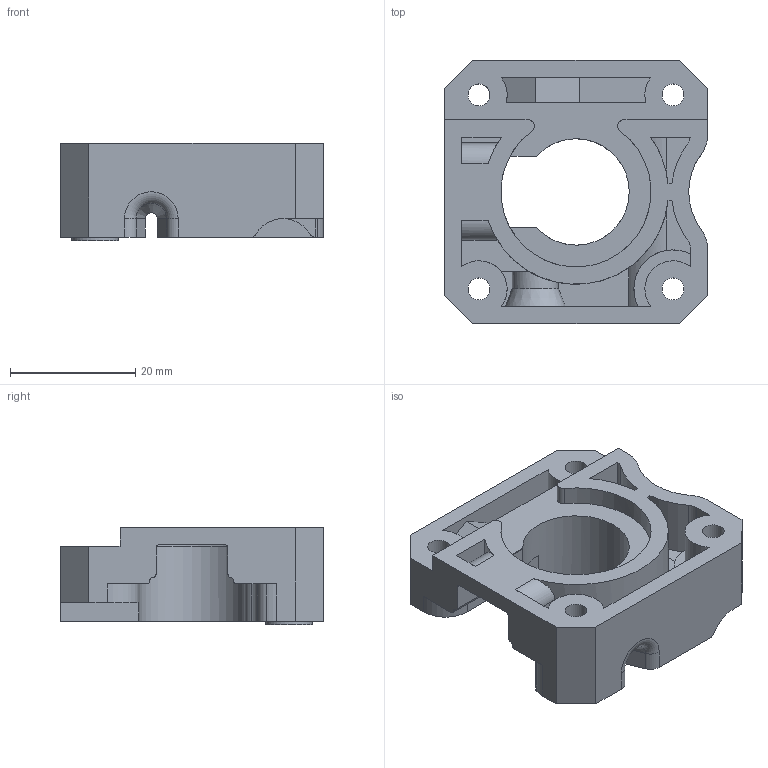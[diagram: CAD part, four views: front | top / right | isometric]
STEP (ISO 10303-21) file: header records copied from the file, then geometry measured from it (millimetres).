
FILE_DESCRIPTION((''),'2;1');
FILE_NAME('DIRECT DRIVE EXTRUDER BASE LEFT.stp','2015-01-29T11:25:11',('jge'),(''),'Autodesk Inventor 2012','Autodesk Inventor 2012','');
FILE_SCHEMA(('AUTOMOTIVE_DESIGN { 1 0 10303 214 1 1 1 1 }'));
Length unit declared in the file: millimetre
Products named in the file (1): MOLDED PART 01_MIR
Bounding box: 42 x 42 x 15.5 mm (x, y, z)
Volume: 12967.5 mm3; surface area: 8032 mm2
Topology: 1 solids, 1 shells, 127 faces, 365 edges, 243 vertices
Faces by surface type: plane 70, cylinder 52, cone 3, torus 2
Full cylindrical faces by diameter (mm): 3.5 x4, 7 x1, 7.5 x1
Entity records: 4421 total; most frequent: CARTESIAN_POINT 902, ORIENTED_EDGE 708, DIRECTION 695, EDGE_CURVE 354, VERTEX_POINT 238, AXIS2_PLACEMENT_3D 235, VECTOR 225, LINE 225
